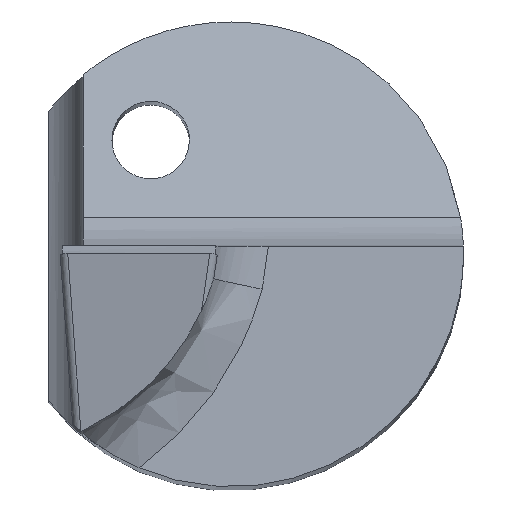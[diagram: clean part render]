
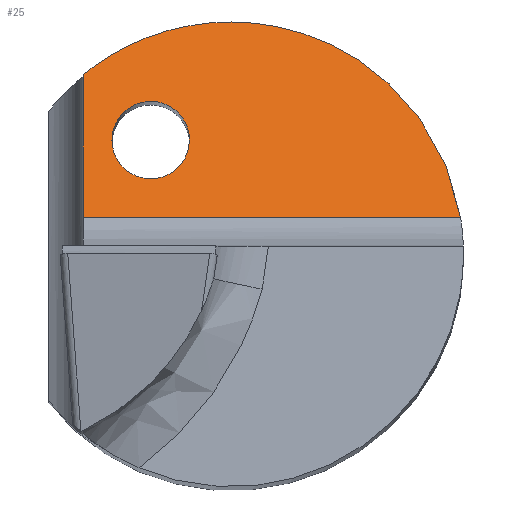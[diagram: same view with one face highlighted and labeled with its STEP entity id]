
A CAD part, top view. The second image highlights one B-rep face of the part: STEP entity #25.
In plain terms, the highlighted planar face has unit normal (0, 0.766, 0.643).
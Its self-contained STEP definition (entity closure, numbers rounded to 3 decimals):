
#25 = ADVANCED_FACE ( 'NONE', ( #422, #573 ), #806, .F. ) ;
#54 = CARTESIAN_POINT ( 'NONE',  ( 3., 0.474, 28.01 ) ) ;
#56 = CARTESIAN_POINT ( 'NONE',  ( -1.532, 0.474, 28.01 ) ) ;
#62 = CARTESIAN_POINT ( 'NONE',  ( -1.532, 1.474, 26.818 ) ) ;
#103 = CARTESIAN_POINT ( 'NONE',  ( -1.9, 2.322, 25.808 ) ) ;
#214 = CARTESIAN_POINT ( 'NONE',  ( -0.532, 0.474, 28.01 ) ) ;
#236 = VERTEX_POINT ( 'NONE', #361 ) ;
#244 = VERTEX_POINT ( 'NONE', #959 ) ;
#273 =( BOUNDED_CURVE ( )  B_SPLINE_CURVE ( 3, ( #527, #829, #741, #370 ),
 .UNSPECIFIED., .F., .T. ) 
 B_SPLINE_CURVE_WITH_KNOTS ( ( 4, 4 ),
 ( 4.712, 7.854 ),
 .UNSPECIFIED. ) 
 CURVE ( )  GEOMETRIC_REPRESENTATION_ITEM ( )  RATIONAL_B_SPLINE_CURVE ( ( 1., 0.333, 0.333, 1. ) ) 
 REPRESENTATION_ITEM ( '' )  );
#311 = ORIENTED_EDGE ( 'NONE', *, *, #313, .T. ) ;
#313 = EDGE_CURVE ( 'NONE', #572, #236, #834, .T. ) ;
#316 = EDGE_LOOP ( 'NONE', ( #512, #455 ) ) ;
#319 = VECTOR ( 'NONE', #744, 1000. ) ;
#361 = CARTESIAN_POINT ( 'NONE',  ( -1.9, 2.322, 25.808 ) ) ;
#365 = CARTESIAN_POINT ( 'NONE',  ( -0.532, 1.474, 26.818 ) ) ;
#368 = DIRECTION ( 'NONE',  ( 0., -0.766, -0.643 ) ) ;
#370 = CARTESIAN_POINT ( 'NONE',  ( -0.532, 1.474, 26.818 ) ) ;
#380 = CARTESIAN_POINT ( 'NONE',  ( -1.532, 1.474, 26.818 ) ) ;
#397 = VERTEX_POINT ( 'NONE', #566 ) ;
#422 = FACE_BOUND ( 'NONE', #316, .T. ) ;
#434 = LINE ( 'NONE', #672, #895 ) ;
#447 = DIRECTION ( 'NONE',  ( 0., 0.643, -0.766 ) ) ;
#455 = ORIENTED_EDGE ( 'NONE', *, *, #487, .T. ) ;
#456 = EDGE_CURVE ( 'NONE', #244, #544, #567, .T. ) ;
#466 = LINE ( 'NONE', #739, #319 ) ;
#481 = CARTESIAN_POINT ( 'NONE',  ( 2.55, 3.046, 24.945 ) ) ;
#487 = EDGE_CURVE ( 'NONE', #544, #244, #273, .T. ) ;
#512 = ORIENTED_EDGE ( 'NONE', *, *, #456, .T. ) ;
#527 = CARTESIAN_POINT ( 'NONE',  ( -1.532, 1.474, 26.818 ) ) ;
#529 = EDGE_CURVE ( 'NONE', #236, #397, #434, .T. ) ;
#544 = VERTEX_POINT ( 'NONE', #380 ) ;
#566 = CARTESIAN_POINT ( 'NONE',  ( -1.9, 0.474, 28.01 ) ) ;
#567 =( BOUNDED_CURVE ( )  B_SPLINE_CURVE ( 3, ( #365, #214, #56, #62 ),
 .UNSPECIFIED., .F., .F. ) 
 B_SPLINE_CURVE_WITH_KNOTS ( ( 4, 4 ),
 ( 1.571, 4.712 ),
 .UNSPECIFIED. ) 
 CURVE ( )  GEOMETRIC_REPRESENTATION_ITEM ( )  RATIONAL_B_SPLINE_CURVE ( ( 1., 0.333, 0.333, 1. ) ) 
 REPRESENTATION_ITEM ( '' )  );
#572 = VERTEX_POINT ( 'NONE', #678 ) ;
#573 = FACE_OUTER_BOUND ( 'NONE', #953, .T. ) ;
#631 = ORIENTED_EDGE ( 'NONE', *, *, #908, .F. ) ;
#672 = CARTESIAN_POINT ( 'NONE',  ( -1.9, 5.445, 22.086 ) ) ;
#678 = CARTESIAN_POINT ( 'NONE',  ( 2.962, 0.474, 28.01 ) ) ;
#739 = CARTESIAN_POINT ( 'NONE',  ( 3., 0.474, 28.01 ) ) ;
#741 = CARTESIAN_POINT ( 'NONE',  ( -0.532, 2.474, 25.626 ) ) ;
#744 = DIRECTION ( 'NONE',  ( -1., 0., 0. ) ) ;
#775 = CARTESIAN_POINT ( 'NONE',  ( 2.962, 0.474, 28.01 ) ) ;
#777 = ORIENTED_EDGE ( 'NONE', *, *, #529, .T. ) ;
#780 = CARTESIAN_POINT ( 'NONE',  ( 0.116, 3.971, 23.843 ) ) ;
#785 = AXIS2_PLACEMENT_3D ( 'NONE', #54, #368, #447 ) ;
#806 = PLANE ( 'NONE',  #785 ) ;
#829 = CARTESIAN_POINT ( 'NONE',  ( -1.532, 2.474, 25.626 ) ) ;
#834 =( BOUNDED_CURVE ( )  B_SPLINE_CURVE ( 3, ( #775, #481, #780, #103 ),
 .UNSPECIFIED., .F., .T. ) 
 B_SPLINE_CURVE_WITH_KNOTS ( ( 4, 4 ),
 ( 4.871, 6.969 ),
 .UNSPECIFIED. ) 
 CURVE ( )  GEOMETRIC_REPRESENTATION_ITEM ( )  RATIONAL_B_SPLINE_CURVE ( ( 1., 0.666, 0.666, 1. ) ) 
 REPRESENTATION_ITEM ( '' )  );
#887 = DIRECTION ( 'NONE',  ( 0., -0.643, 0.766 ) ) ;
#895 = VECTOR ( 'NONE', #887, 1000. ) ;
#908 = EDGE_CURVE ( 'NONE', #572, #397, #466, .T. ) ;
#953 = EDGE_LOOP ( 'NONE', ( #631, #311, #777 ) ) ;
#959 = CARTESIAN_POINT ( 'NONE',  ( -0.532, 1.474, 26.818 ) ) ;
